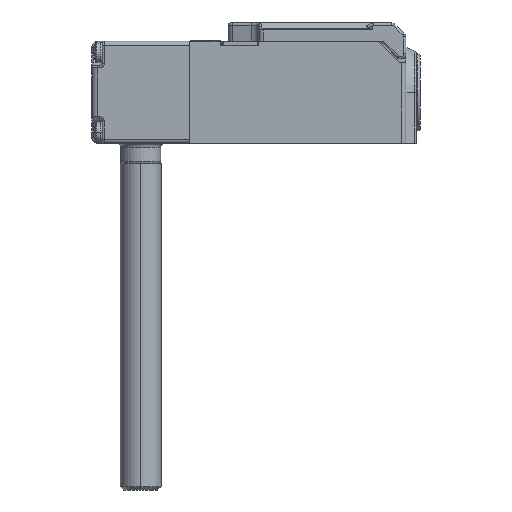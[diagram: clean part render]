
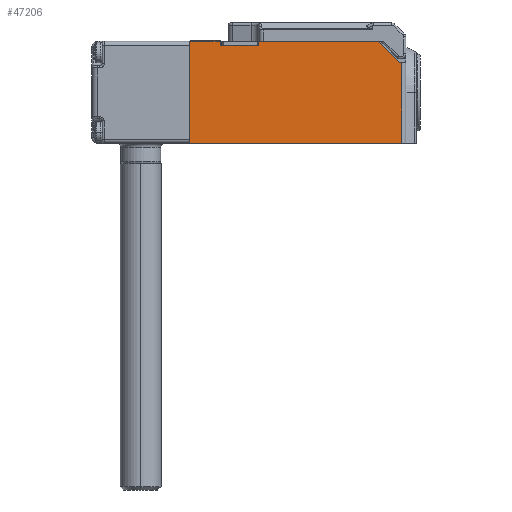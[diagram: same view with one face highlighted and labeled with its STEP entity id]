
A CAD part, left-side view. The second image highlights one B-rep face of the part: STEP entity #47206.
In plain terms, the highlighted planar face has unit normal (-1, 0, 0).
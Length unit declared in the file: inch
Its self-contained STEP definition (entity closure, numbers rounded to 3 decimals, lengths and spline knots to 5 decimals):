
#109 = VERTEX_POINT ( 'NONE', #2815 ) ;
#447 = VECTOR ( 'NONE', #20848, 39.37008 ) ;
#648 = CARTESIAN_POINT ( 'NONE',  ( -0.49213, 1.77165, 0.94488 ) ) ;
#1907 = CARTESIAN_POINT ( 'NONE',  ( -0.49213, 0.26772, 0.98425 ) ) ;
#2659 = VECTOR ( 'NONE', #16524, 39.37008 ) ;
#2757 = VERTEX_POINT ( 'NONE', #52274 ) ;
#2815 = CARTESIAN_POINT ( 'NONE',  ( -0.49213, 0.03937, 0.77953 ) ) ;
#3176 = CARTESIAN_POINT ( 'NONE',  ( -0.49213, 2.08661, 0.98425 ) ) ;
#3189 = CARTESIAN_POINT ( 'NONE',  ( -0.49213, 2.08661, 0. ) ) ;
#4079 = LINE ( 'NONE', #3189, #2659 ) ;
#5360 = VERTEX_POINT ( 'NONE', #24856 ) ;
#5451 = VECTOR ( 'NONE', #52523, 39.37008 ) ;
#6257 = LINE ( 'NONE', #54056, #16795 ) ;
#6444 = EDGE_CURVE ( 'NONE', #22176, #39239, #12359, .T. ) ;
#6498 = EDGE_CURVE ( 'NONE', #5360, #35527, #21478, .T. ) ;
#6517 = VERTEX_POINT ( 'NONE', #34706 ) ;
#9064 = CARTESIAN_POINT ( 'NONE',  ( -0.49213, 2.08661, 0.98425 ) ) ;
#9144 = EDGE_CURVE ( 'NONE', #47984, #22176, #42122, .T. ) ;
#9488 = AXIS2_PLACEMENT_3D ( 'NONE', #3176, #16698, #47930 ) ;
#9817 = VECTOR ( 'NONE', #20330, 39.37008 ) ;
#10632 = ORIENTED_EDGE ( 'NONE', *, *, #33797, .T. ) ;
#12122 = ORIENTED_EDGE ( 'NONE', *, *, #6444, .F. ) ;
#12312 = CARTESIAN_POINT ( 'NONE',  ( -0.49213, 0.06299, 0.77953 ) ) ;
#12359 = LINE ( 'NONE', #47548, #447 ) ;
#13758 = CARTESIAN_POINT ( 'NONE',  ( -0.49213, 1.79372, 0.94488 ) ) ;
#15503 = ORIENTED_EDGE ( 'NONE', *, *, #28699, .T. ) ;
#15997 = CARTESIAN_POINT ( 'NONE',  ( -0.49213, 1.4252, 0.94488 ) ) ;
#16524 = DIRECTION ( 'NONE',  ( 0., -1., 0. ) ) ;
#16698 = DIRECTION ( 'NONE',  ( 1., 0., 0. ) ) ;
#16795 = VECTOR ( 'NONE', #40608, 39.37008 ) ;
#17409 = CARTESIAN_POINT ( 'NONE',  ( -0.49213, 2.08661, 0.98425 ) ) ;
#17415 = LINE ( 'NONE', #12312, #5451 ) ;
#18480 = ORIENTED_EDGE ( 'NONE', *, *, #21282, .T. ) ;
#20330 = DIRECTION ( 'NONE',  ( 0., -0.707, -0.707 ) ) ;
#20848 = DIRECTION ( 'NONE',  ( 0., 0., 1. ) ) ;
#21282 = EDGE_CURVE ( 'NONE', #35527, #6517, #57528, .T. ) ;
#21478 = LINE ( 'NONE', #30235, #43802 ) ;
#22176 = VERTEX_POINT ( 'NONE', #15997 ) ;
#24856 = CARTESIAN_POINT ( 'NONE',  ( -0.49213, 1.79372, 0.98425 ) ) ;
#25736 = DIRECTION ( 'NONE',  ( 0., 1., 0. ) ) ;
#26245 = ORIENTED_EDGE ( 'NONE', *, *, #9144, .F. ) ;
#26566 = FACE_OUTER_BOUND ( 'NONE', #43857, .T. ) ;
#27517 = ORIENTED_EDGE ( 'NONE', *, *, #47642, .F. ) ;
#28411 = ORIENTED_EDGE ( 'NONE', *, *, #40785, .F. ) ;
#28699 = EDGE_CURVE ( 'NONE', #47984, #5360, #55471, .T. ) ;
#30235 = CARTESIAN_POINT ( 'NONE',  ( -0.49213, 2.08661, 0.98425 ) ) ;
#30296 = VECTOR ( 'NONE', #36251, 39.37008 ) ;
#30807 = EDGE_CURVE ( 'NONE', #38098, #2757, #45452, .T. ) ;
#31785 = VECTOR ( 'NONE', #35334, 39.37008 ) ;
#32065 = CARTESIAN_POINT ( 'NONE',  ( -0.49213, 0.03937, 0. ) ) ;
#32728 = ORIENTED_EDGE ( 'NONE', *, *, #32974, .T. ) ;
#32974 = EDGE_CURVE ( 'NONE', #39256, #109, #6257, .T. ) ;
#33797 = EDGE_CURVE ( 'NONE', #6517, #39256, #4079, .T. ) ;
#34289 = PLANE ( 'NONE',  #9488 ) ;
#34706 = CARTESIAN_POINT ( 'NONE',  ( -0.49213, 2.08661, 0. ) ) ;
#35334 = DIRECTION ( 'NONE',  ( 0., 0., 1. ) ) ;
#35527 = VERTEX_POINT ( 'NONE', #35855 ) ;
#35855 = CARTESIAN_POINT ( 'NONE',  ( -0.49213, 2.08661, 0.98425 ) ) ;
#36251 = DIRECTION ( 'NONE',  ( 0., -1., 0. ) ) ;
#36501 = CARTESIAN_POINT ( 'NONE',  ( -0.49213, 1.4252, 0.98425 ) ) ;
#38098 = VERTEX_POINT ( 'NONE', #53644 ) ;
#39239 = VERTEX_POINT ( 'NONE', #36501 ) ;
#39256 = VERTEX_POINT ( 'NONE', #32065 ) ;
#40608 = DIRECTION ( 'NONE',  ( 0., 0., 1. ) ) ;
#40785 = EDGE_CURVE ( 'NONE', #39239, #38098, #45286, .T. ) ;
#42122 = LINE ( 'NONE', #648, #30296 ) ;
#42236 = ORIENTED_EDGE ( 'NONE', *, *, #30807, .F. ) ;
#42376 = ORIENTED_EDGE ( 'NONE', *, *, #6498, .T. ) ;
#43802 = VECTOR ( 'NONE', #25736, 39.37008 ) ;
#43857 = EDGE_LOOP ( 'NONE', ( #15503, #42376, #18480, #10632, #32728, #27517, #42236, #28411, #12122, #26245 ) ) ;
#43906 = VECTOR ( 'NONE', #57565, 39.37008 ) ;
#45286 = LINE ( 'NONE', #17409, #43906 ) ;
#45452 = LINE ( 'NONE', #1907, #9817 ) ;
#45677 = VECTOR ( 'NONE', #49076, 39.37008 ) ;
#47206 = ADVANCED_FACE ( 'NONE', ( #26566 ), #34289, .F. ) ;
#47548 = CARTESIAN_POINT ( 'NONE',  ( -0.49213, 1.4252, 0.94488 ) ) ;
#47642 = EDGE_CURVE ( 'NONE', #2757, #109, #17415, .T. ) ;
#47930 = DIRECTION ( 'NONE',  ( 0., 1., 0. ) ) ;
#47984 = VERTEX_POINT ( 'NONE', #13758 ) ;
#49076 = DIRECTION ( 'NONE',  ( 0., 0., -1. ) ) ;
#52274 = CARTESIAN_POINT ( 'NONE',  ( -0.49213, 0.06299, 0.77953 ) ) ;
#52523 = DIRECTION ( 'NONE',  ( 0., -1., 0. ) ) ;
#53253 = CARTESIAN_POINT ( 'NONE',  ( -0.49213, 1.79372, 0.98425 ) ) ;
#53644 = CARTESIAN_POINT ( 'NONE',  ( -0.49213, 0.26772, 0.98425 ) ) ;
#54056 = CARTESIAN_POINT ( 'NONE',  ( -0.49213, 0.03937, 0.98425 ) ) ;
#55471 = LINE ( 'NONE', #53253, #31785 ) ;
#57528 = LINE ( 'NONE', #9064, #45677 ) ;
#57565 = DIRECTION ( 'NONE',  ( 0., -1., 0. ) ) ;
